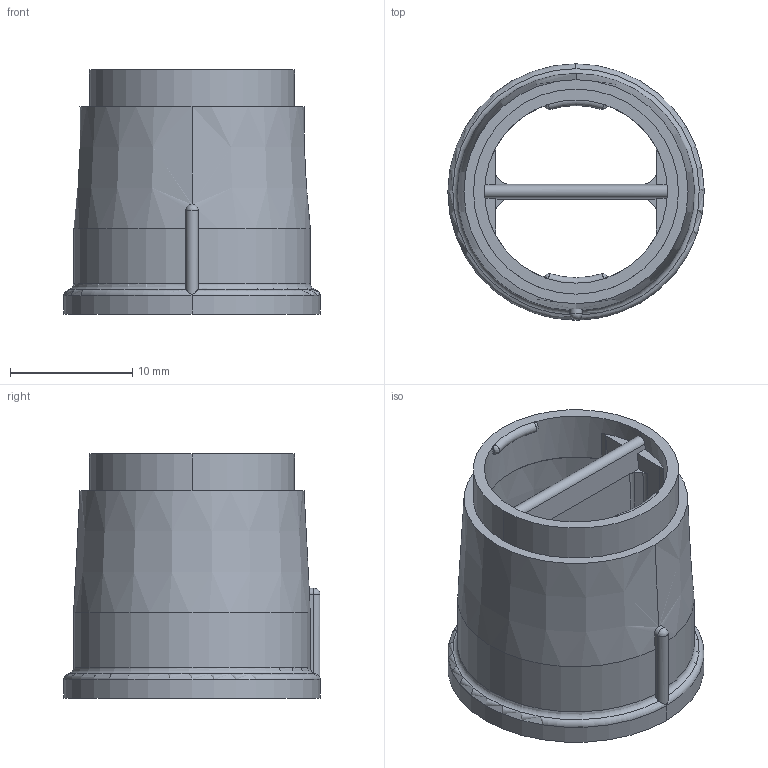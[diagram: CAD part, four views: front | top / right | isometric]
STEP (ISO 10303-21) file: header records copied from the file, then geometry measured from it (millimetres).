
FILE_DESCRIPTION((''),'2;1');
FILE_NAME('芵噩芠','2016-06-16T',('Administrator'),(''),'CREO PARAMETRIC BY PTC INC, 2014350','CREO PARAMETRIC BY PTC INC, 2014350','');
FILE_SCHEMA(('CONFIG_CONTROL_DESIGN'));
Length unit declared in the file: millimetre
Products named in the file (1): 芵噩芠
Bounding box: 21 x 21 x 20 mm (x, y, z)
Volume: 1973.6 mm3; surface area: 3007 mm2
Topology: 1 solids, 1 shells, 116 faces, 300 edges, 187 vertices
Faces by surface type: cylinder 48, plane 42, bspline 12, torus 7, cone 6, sphere 1
Entity records: 4359 total; most frequent: CARTESIAN_POINT 1656, ORIENTED_EDGE 598, DIRECTION 503, EDGE_CURVE 299, AXIS2_PLACEMENT_3D 196, VERTEX_POINT 187, EDGE_LOOP 122, FACE_OUTER_BOUND 116
